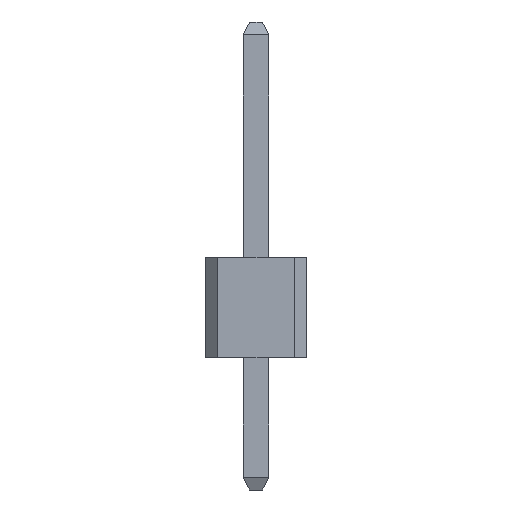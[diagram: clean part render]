
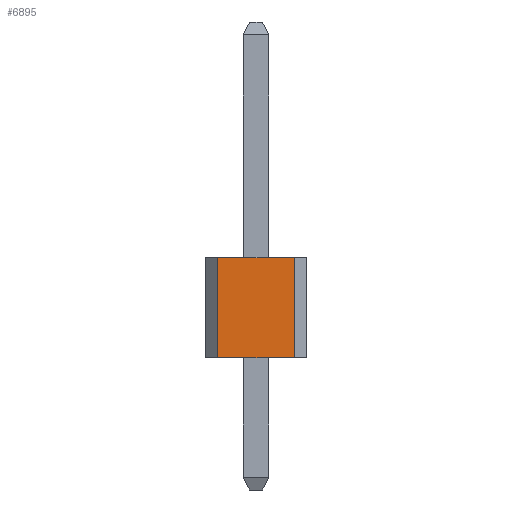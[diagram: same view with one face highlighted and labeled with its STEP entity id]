
A CAD part, left-side view. The second image highlights one B-rep face of the part: STEP entity #6895.
In plain terms, the highlighted planar face has unit normal (-1, 0, 0).
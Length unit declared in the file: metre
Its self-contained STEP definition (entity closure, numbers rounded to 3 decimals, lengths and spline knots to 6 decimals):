
#1288=ORIENTED_EDGE('',*,*,#2556,.T.);
#1289=ORIENTED_EDGE('',*,*,#2557,.T.);
#1290=ORIENTED_EDGE('',*,*,#2558,.F.);
#1291=ORIENTED_EDGE('',*,*,#2559,.T.);
#2556=EDGE_CURVE('',#3250,#3251,#4070,.T.);
#2557=EDGE_CURVE('',#3251,#3252,#4071,.T.);
#2558=EDGE_CURVE('',#3253,#3252,#4072,.T.);
#2559=EDGE_CURVE('',#3253,#3250,#4073,.T.);
#3250=VERTEX_POINT('',#10975);
#3251=VERTEX_POINT('',#10976);
#3252=VERTEX_POINT('',#10978);
#3253=VERTEX_POINT('',#10980);
#4070=LINE('',#10974,#5004);
#4071=LINE('',#10977,#5005);
#4072=LINE('',#10979,#5006);
#4073=LINE('',#10981,#5007);
#5004=VECTOR('',#9103,1.);
#5005=VECTOR('',#9104,1.);
#5006=VECTOR('',#9105,1.);
#5007=VECTOR('',#9106,1.);
#5635=EDGE_LOOP('',(#1288,#1289,#1290,#1291));
#6055=FACE_BOUND('',#5635,.T.);
#6475=PLANE('',#7712);
#6895=ADVANCED_FACE('',(#6055),#6475,.F.);
#7712=AXIS2_PLACEMENT_3D('',#10973,#9101,#9102);
#9101=DIRECTION('',(1.,0.,0.));
#9102=DIRECTION('',(0.,0.,-1.));
#9103=DIRECTION('',(0.,-1.,0.));
#9104=DIRECTION('',(0.,0.,1.));
#9105=DIRECTION('',(0.,-1.,0.));
#9106=DIRECTION('',(0.,0.,-1.));
#10973=CARTESIAN_POINT('',(-0.00127,0.,0.0025));
#10974=CARTESIAN_POINT('',(-0.00127,0.,0.));
#10975=CARTESIAN_POINT('',(-0.00127,0.00095,0.));
#10976=CARTESIAN_POINT('',(-0.00127,-0.00095,0.));
#10977=CARTESIAN_POINT('',(-0.00127,-0.00095,0.0025));
#10978=CARTESIAN_POINT('',(-0.00127,-0.00095,0.0025));
#10979=CARTESIAN_POINT('',(-0.00127,0.,0.0025));
#10980=CARTESIAN_POINT('',(-0.00127,0.00095,0.0025));
#10981=CARTESIAN_POINT('',(-0.00127,0.00095,0.));
